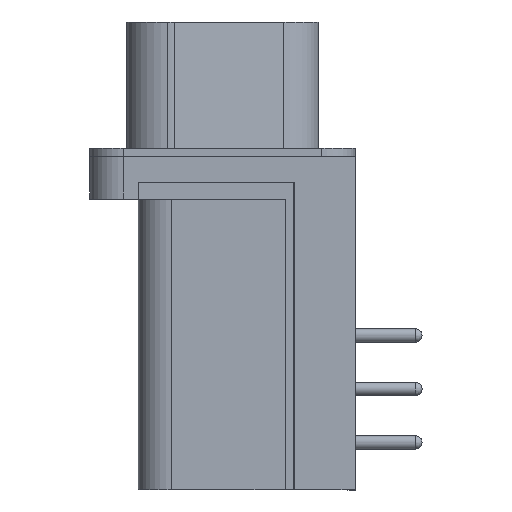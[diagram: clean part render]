
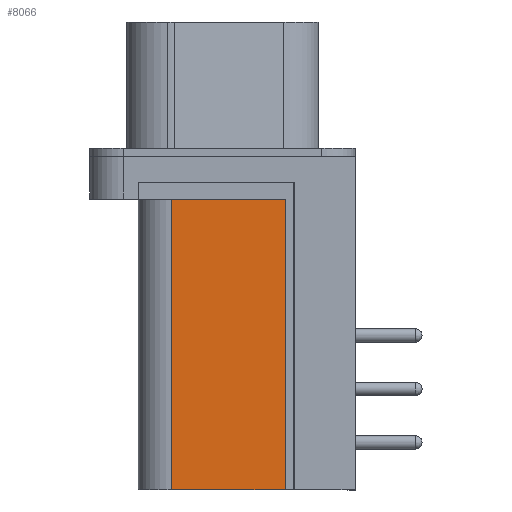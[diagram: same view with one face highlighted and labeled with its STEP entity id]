
A CAD part, left-side view. The second image highlights one B-rep face of the part: STEP entity #8066.
In plain terms, the highlighted planar face has unit normal (-1, 0, 0).
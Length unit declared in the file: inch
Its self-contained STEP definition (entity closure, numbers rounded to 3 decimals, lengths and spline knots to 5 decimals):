
#190 = EDGE_CURVE ( 'NONE', #905, #907, #10064, .T. ) ;
#519 = VERTEX_POINT ( 'NONE', #6485 ) ;
#617 = VERTEX_POINT ( 'NONE', #5692 ) ;
#657 = VERTEX_POINT ( 'NONE', #5732 ) ;
#732 = VERTEX_POINT ( 'NONE', #5807 ) ;
#905 = VERTEX_POINT ( 'NONE', #5980 ) ;
#907 = VERTEX_POINT ( 'NONE', #5982 ) ;
#1185 = EDGE_CURVE ( 'NONE', #657, #617, #10379, .T. ) ;
#1196 = EDGE_CURVE ( 'NONE', #617, #905, #10388, .T. ) ;
#1203 = EDGE_CURVE ( 'NONE', #732, #907, #10392, .T. ) ;
#2703 = EDGE_CURVE ( 'NONE', #519, #732, #4357, .T. ) ;
#2710 = EDGE_CURVE ( 'NONE', #519, #657, #4363, .T. ) ;
#4357 = LINE ( 'NONE', #8273, #4358 ) ;
#4358 = VECTOR ( 'NONE', #8274, 39.37008 ) ;
#4363 = LINE ( 'NONE', #8305, #4370 ) ;
#4370 = VECTOR ( 'NONE', #8306, 39.37008 ) ;
#4782 = FACE_OUTER_BOUND ( 'NONE', #8858, .T. ) ;
#5692 = CARTESIAN_POINT ( 'NONE',  ( 0.26, 0.3435, -0.095 ) ) ;
#5732 = CARTESIAN_POINT ( 'NONE',  ( 0.26, 0.406, -0.095 ) ) ;
#5807 = CARTESIAN_POINT ( 'NONE',  ( 0.26, 0.114, -0.064 ) ) ;
#5980 = CARTESIAN_POINT ( 'NONE',  ( 0.26, 0.3435, -0.639 ) ) ;
#5982 = CARTESIAN_POINT ( 'NONE',  ( 0.26, 0.114, -0.639 ) ) ;
#6303 = CARTESIAN_POINT ( 'NONE',  ( 0.26, 0.406, -0.639 ) ) ;
#6304 = DIRECTION ( 'NONE',  ( 0., -1., 0. ) ) ;
#6485 = CARTESIAN_POINT ( 'NONE',  ( 0.26, 0.406, -0.064 ) ) ;
#8066 = ADVANCED_FACE ( 'NONE', ( #4782 ), #13548, .F. ) ;
#8273 = CARTESIAN_POINT ( 'NONE',  ( 0.26, 0.406, -0.064 ) ) ;
#8274 = DIRECTION ( 'NONE',  ( 0., -1., 0. ) ) ;
#8305 = CARTESIAN_POINT ( 'NONE',  ( 0.26, 0.406, -0.064 ) ) ;
#8306 = DIRECTION ( 'NONE',  ( 0., 0., -1. ) ) ;
#8858 = EDGE_LOOP ( 'NONE', ( #17564, #17565, #17566, #17567, #17568, #17569 ) ) ;
#10064 = LINE ( 'NONE', #6303, #10067 ) ;
#10067 = VECTOR ( 'NONE', #6304, 39.37008 ) ;
#10379 = LINE ( 'NONE', #16496, #10381 ) ;
#10381 = VECTOR ( 'NONE', #16490, 39.37008 ) ;
#10388 = LINE ( 'NONE', #16511, #10391 ) ;
#10391 = VECTOR ( 'NONE', #16513, 39.37008 ) ;
#10392 = LINE ( 'NONE', #16515, #10397 ) ;
#10397 = VECTOR ( 'NONE', #16512, 39.37008 ) ;
#13009 = AXIS2_PLACEMENT_3D ( 'NONE', #13541, #13550, #13551 ) ;
#13541 = CARTESIAN_POINT ( 'NONE',  ( 0.26, 0.406, -0.064 ) ) ;
#13548 = PLANE ( 'NONE',  #13009 ) ;
#13550 = DIRECTION ( 'NONE',  ( 1., 0., 0. ) ) ;
#13551 = DIRECTION ( 'NONE',  ( 0., 0., -1. ) ) ;
#16490 = DIRECTION ( 'NONE',  ( 0., -1., 0. ) ) ;
#16496 = CARTESIAN_POINT ( 'NONE',  ( 0.26, 0.406, -0.095 ) ) ;
#16511 = CARTESIAN_POINT ( 'NONE',  ( 0.26, 0.3435, -0.064 ) ) ;
#16512 = DIRECTION ( 'NONE',  ( 0., 0., -1. ) ) ;
#16513 = DIRECTION ( 'NONE',  ( 0., 0., -1. ) ) ;
#16515 = CARTESIAN_POINT ( 'NONE',  ( 0.26, 0.114, -0.064 ) ) ;
#17564 = ORIENTED_EDGE ( 'NONE', *, *, #2710, .T. ) ;
#17565 = ORIENTED_EDGE ( 'NONE', *, *, #1185, .T. ) ;
#17566 = ORIENTED_EDGE ( 'NONE', *, *, #1196, .T. ) ;
#17567 = ORIENTED_EDGE ( 'NONE', *, *, #190, .T. ) ;
#17568 = ORIENTED_EDGE ( 'NONE', *, *, #1203, .F. ) ;
#17569 = ORIENTED_EDGE ( 'NONE', *, *, #2703, .F. ) ;
